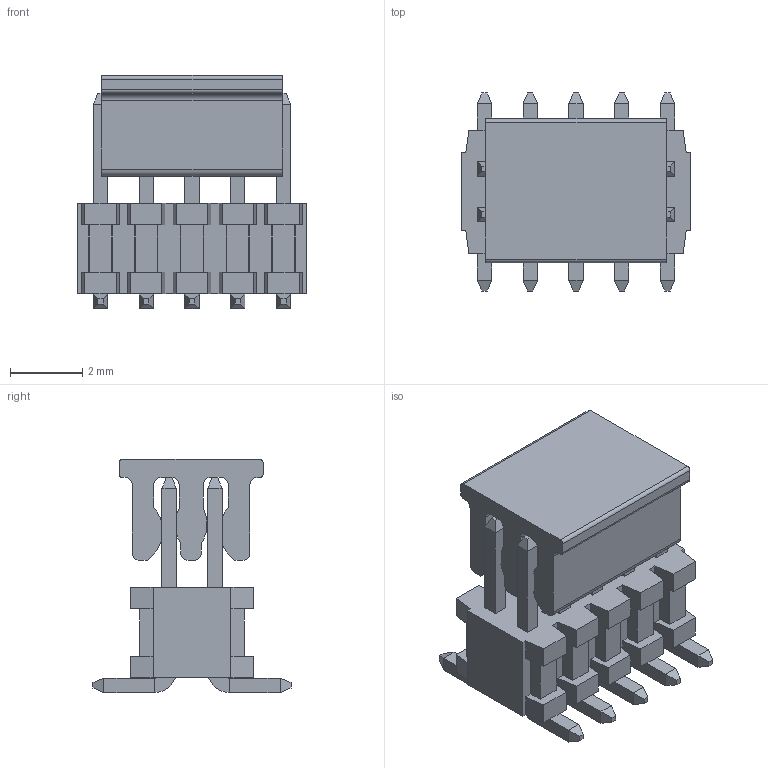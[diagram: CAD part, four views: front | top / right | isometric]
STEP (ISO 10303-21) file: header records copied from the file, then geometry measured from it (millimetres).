
FILE_DESCRIPTION(/* description */ (''),/* implementation_level */ '2;1');
FILE_NAME(/* name */ '7076-3-10-010-XX-00-PP.stp',/* time_stamp */ '2025-05-19T14:31:32+02:00',/* author */ ('andreas.larin'),/* organization */ (''),/* preprocessor_version */ 'ST-DEVELOPER v20',/* originating_system */ 'Autodesk Inventor 2025',/* authorisation */ '');
FILE_SCHEMA (('AUTOMOTIVE_DESIGN { 1 0 10303 214 3 1 1 }'));
Length unit declared in the file: millimetre
Products named in the file (3): Baugruppe2; 7076-3-10-010-XX-00; 7076-3-10-CAP
Assembly tree (2 placements, depth 2):
  Baugruppe2
    7076-3-10-010-XX-00
    7076-3-10-CAP
Bounding box: 6.35 x 5.5 x 6.47 mm (x, y, z)
Volume: 86.2 mm3; surface area: 318 mm2
Topology: 2 solids, 2 shells, 444 faces, 1100 edges, 680 vertices
Faces by surface type: plane 406, cylinder 38
Entity records: 13271 total; most frequent: CARTESIAN_POINT 2229, ORIENTED_EDGE 2200, DIRECTION 2074, EDGE_CURVE 1100, LINE 1024, VECTOR 1024, VERTEX_POINT 680, AXIS2_PLACEMENT_3D 525
